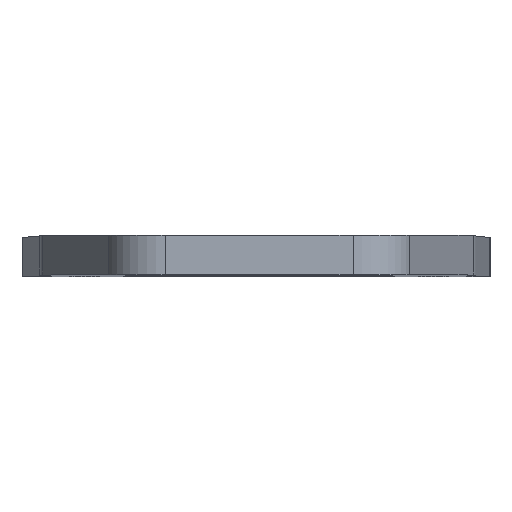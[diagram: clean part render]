
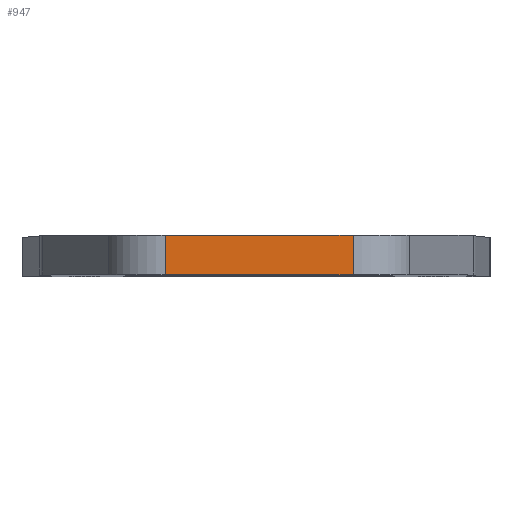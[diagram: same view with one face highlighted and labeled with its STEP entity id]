
A CAD part, top view. The second image highlights one B-rep face of the part: STEP entity #947.
In plain terms, the highlighted planar face has unit normal (0, 0, 1).
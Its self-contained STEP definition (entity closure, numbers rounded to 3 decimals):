
#109 = EDGE_CURVE ( 'NONE', #537, #1445, #670, .T. ) ;
#311 = DIRECTION ( 'NONE',  ( 0., 0., -1. ) ) ;
#500 = CARTESIAN_POINT ( 'NONE',  ( 0., 4., 0. ) ) ;
#537 = VERTEX_POINT ( 'NONE', #2249 ) ;
#661 = EDGE_CURVE ( 'NONE', #537, #1303, #2191, .T. ) ;
#670 = LINE ( 'NONE', #1702, #1747 ) ;
#712 = EDGE_LOOP ( 'NONE', ( #1601, #2590, #1886, #1862 ) ) ;
#722 = VECTOR ( 'NONE', #1660, 1000. ) ;
#823 = VERTEX_POINT ( 'NONE', #2577 ) ;
#902 = CARTESIAN_POINT ( 'NONE',  ( -9.515, 0., 0. ) ) ;
#947 = ADVANCED_FACE ( 'NONE', ( #2423 ), #1827, .F. ) ;
#948 = DIRECTION ( 'NONE',  ( -1., 0., 0. ) ) ;
#1290 = AXIS2_PLACEMENT_3D ( 'NONE', #500, #311, #948 ) ;
#1303 = VERTEX_POINT ( 'NONE', #902 ) ;
#1445 = VERTEX_POINT ( 'NONE', #1821 ) ;
#1510 = DIRECTION ( 'NONE',  ( 1., 0., 0. ) ) ;
#1584 = CARTESIAN_POINT ( 'NONE',  ( 0., 0., 0. ) ) ;
#1601 = ORIENTED_EDGE ( 'NONE', *, *, #2706, .T. ) ;
#1624 = CARTESIAN_POINT ( 'NONE',  ( -9.515, 4., 0. ) ) ;
#1660 = DIRECTION ( 'NONE',  ( 0., -1., 0. ) ) ;
#1702 = CARTESIAN_POINT ( 'NONE',  ( 0., 4., 0. ) ) ;
#1747 = VECTOR ( 'NONE', #1510, 1000. ) ;
#1821 = CARTESIAN_POINT ( 'NONE',  ( 9.515, 4., 0. ) ) ;
#1827 = PLANE ( 'NONE',  #1290 ) ;
#1862 = ORIENTED_EDGE ( 'NONE', *, *, #661, .T. ) ;
#1863 = LINE ( 'NONE', #2694, #722 ) ;
#1886 = ORIENTED_EDGE ( 'NONE', *, *, #109, .F. ) ;
#1986 = LINE ( 'NONE', #1584, #2452 ) ;
#2191 = LINE ( 'NONE', #1624, #2635 ) ;
#2249 = CARTESIAN_POINT ( 'NONE',  ( -9.515, 4., 0. ) ) ;
#2397 = EDGE_CURVE ( 'NONE', #1445, #823, #1863, .T. ) ;
#2423 = FACE_OUTER_BOUND ( 'NONE', #712, .T. ) ;
#2452 = VECTOR ( 'NONE', #2634, 1000. ) ;
#2577 = CARTESIAN_POINT ( 'NONE',  ( 9.515, 0., 0. ) ) ;
#2590 = ORIENTED_EDGE ( 'NONE', *, *, #2397, .F. ) ;
#2634 = DIRECTION ( 'NONE',  ( 1., 0., 0. ) ) ;
#2635 = VECTOR ( 'NONE', #2647, 1000. ) ;
#2647 = DIRECTION ( 'NONE',  ( 0., -1., 0. ) ) ;
#2694 = CARTESIAN_POINT ( 'NONE',  ( 9.515, 4., 0. ) ) ;
#2706 = EDGE_CURVE ( 'NONE', #1303, #823, #1986, .T. ) ;
